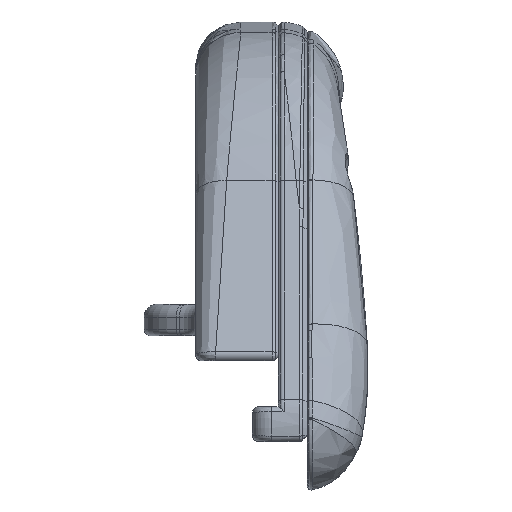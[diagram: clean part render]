
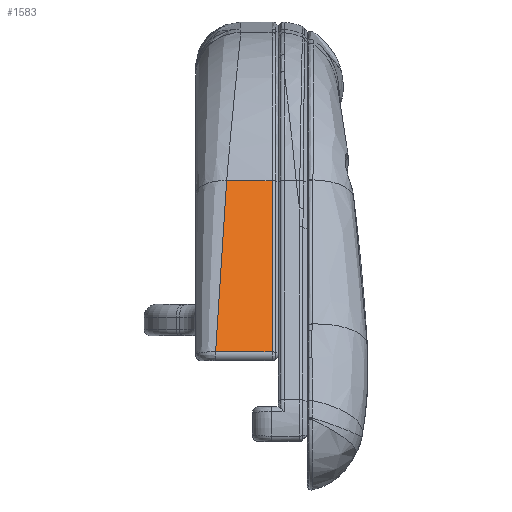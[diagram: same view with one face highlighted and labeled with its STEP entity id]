
A CAD part, front view. The second image highlights one B-rep face of the part: STEP entity #1583.
In plain terms, the highlighted planar face has unit normal (0, -0.906, 0.423).
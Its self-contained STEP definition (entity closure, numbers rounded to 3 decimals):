
#411=PLANE('',#11282);
#1583=ADVANCED_FACE('',(#2434),#411,.T.);
#2434=FACE_OUTER_BOUND('',#3163,.T.);
#3163=EDGE_LOOP('',(#6816,#6817,#6818,#6819));
#3598=LINE('',#30985,#3941);
#3599=LINE('',#30988,#3942);
#3600=LINE('',#30990,#3943);
#3941=VECTOR('',#12764,1.);
#3942=VECTOR('',#12765,1.);
#3943=VECTOR('',#12766,1.);
#6816=ORIENTED_EDGE('',*,*,#9681,.T.);
#6817=ORIENTED_EDGE('',*,*,#9682,.T.);
#6818=ORIENTED_EDGE('',*,*,#9683,.T.);
#6819=ORIENTED_EDGE('',*,*,#9684,.T.);
#8143=VERTEX_POINT('',#30986);
#8144=VERTEX_POINT('',#30987);
#8145=VERTEX_POINT('',#30989);
#8146=VERTEX_POINT('',#30991);
#9681=EDGE_CURVE('',#8143,#8144,#3598,.T.);
#9682=EDGE_CURVE('',#8144,#8145,#3599,.T.);
#9683=EDGE_CURVE('',#8145,#8146,#3600,.T.);
#9684=EDGE_CURVE('',#8146,#8143,#10715,.T.);
#10715=B_SPLINE_CURVE_WITH_KNOTS('',3,(#30992,#30993,#30994,#30995,#30996,
#30997,#30998,#30999,#31000,#31001,#31002,#31003,#31004,#31005,#31006,#31007,
#31008,#31009,#31010,#31011,#31012,#31013,#31014),.UNSPECIFIED.,.F.,.F.,
(4,1,2,2,1,2,2,1,2,2,1,1,2,4),(0.,0.125,0.156,0.187,
0.25,0.312,0.375,0.5,
0.625,0.688,0.75,0.875,0.937,
1.),.UNSPECIFIED.);
#11282=AXIS2_PLACEMENT_3D('',#31015,#12767,#12768);
#12764=DIRECTION('',(1.,0.,0.));
#12765=DIRECTION('',(0.,0.423,0.906));
#12766=DIRECTION('',(-1.,0.,0.));
#12767=DIRECTION('',(0.,-0.906,0.423));
#12768=DIRECTION('',(0.,-0.423,-0.906));
#30985=CARTESIAN_POINT('',(324.19,1.917,373.327));
#30986=CARTESIAN_POINT('',(322.315,1.917,373.327));
#30987=CARTESIAN_POINT('',(331.069,1.917,373.327));
#30988=CARTESIAN_POINT('',(331.069,13.577,398.331));
#30989=CARTESIAN_POINT('',(331.069,14.312,399.909));
#30990=CARTESIAN_POINT('',(324.19,14.312,399.909));
#30991=CARTESIAN_POINT('',(324.026,14.312,399.909));
#30992=CARTESIAN_POINT('',(324.026,14.312,399.909));
#30993=CARTESIAN_POINT('',(323.973,14.032,399.307));
#30994=CARTESIAN_POINT('',(323.87,13.453,398.066));
#30995=CARTESIAN_POINT('',(323.72,12.59,396.215));
#30996=CARTESIAN_POINT('',(323.656,12.222,395.426));
#30997=CARTESIAN_POINT('',(323.637,12.112,395.19));
#30998=CARTESIAN_POINT('',(323.567,11.703,394.313));
#30999=CARTESIAN_POINT('',(323.477,11.175,393.181));
#31000=CARTESIAN_POINT('',(323.395,10.681,392.121));
#31001=CARTESIAN_POINT('',(323.317,10.204,391.098));
#31002=CARTESIAN_POINT('',(323.267,9.895,390.436));
#31003=CARTESIAN_POINT('',(323.137,9.072,388.67));
#31004=CARTESIAN_POINT('',(322.976,8.013,386.399));
#31005=CARTESIAN_POINT('',(322.84,7.031,384.293));
#31006=CARTESIAN_POINT('',(322.748,6.323,382.775));
#31007=CARTESIAN_POINT('',(322.712,6.039,382.166));
#31008=CARTESIAN_POINT('',(322.647,5.5,381.011));
#31009=CARTESIAN_POINT('',(322.554,4.702,379.299));
#31010=CARTESIAN_POINT('',(322.451,3.674,377.094));
#31011=CARTESIAN_POINT('',(322.389,2.93,375.5));
#31012=CARTESIAN_POINT('',(322.35,2.441,374.45));
#31013=CARTESIAN_POINT('',(322.332,2.178,373.887));
#31014=CARTESIAN_POINT('',(322.315,1.917,373.327));
#31015=CARTESIAN_POINT('',(324.19,13.577,398.331));
